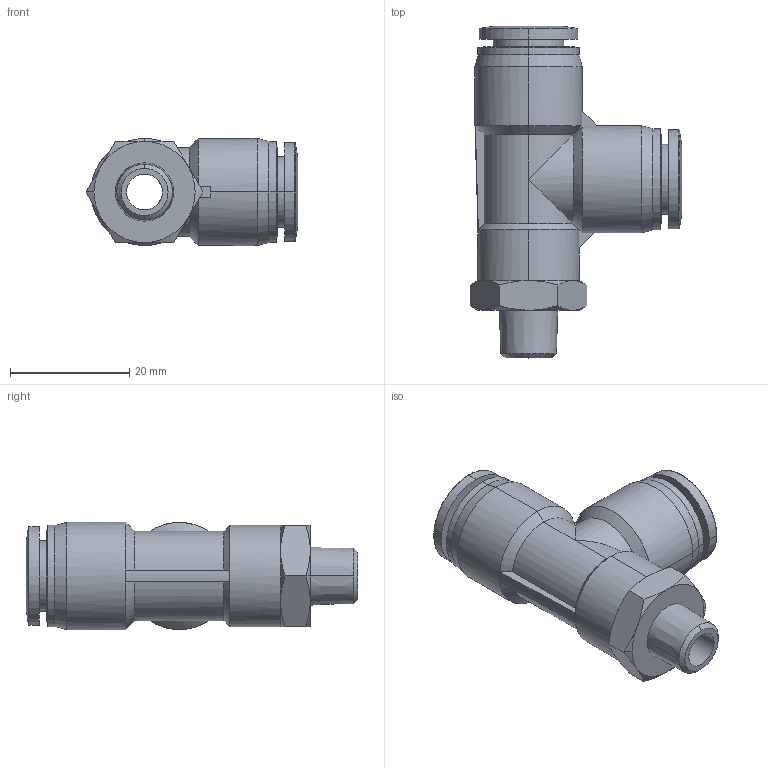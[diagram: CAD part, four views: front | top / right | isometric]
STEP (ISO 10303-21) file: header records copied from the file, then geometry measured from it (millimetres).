
FILE_DESCRIPTION (( 'STEP AP214' ), '1' );
FILE_NAME ('MRT10M-18R.step', '2016-02-24T20:43:27', ( '' ), ( '' ), 'SwSTEP 2.0', 'SolidWorks 2015', '' );
FILE_SCHEMA (( 'AUTOMOTIVE_DESIGN' ));
Length unit declared in the file: inch
Products named in the file (1): MRT10M-18R
Bounding box: 35.56 x 55.75 x 18 mm (x, y, z)
Volume: 10825.6 mm3; surface area: 6705.9 mm2
Topology: 1 solids, 1 shells, 103 faces, 242 edges, 147 vertices
Faces by surface type: cone 38, cylinder 32, plane 24, bspline 5, torus 4
Entity records: 4472 total; most frequent: CARTESIAN_POINT 772, DIRECTION 499, ORIENTED_EDGE 484, EDGE_CURVE 242, AXIS2_PLACEMENT_3D 210, VERTEX_POINT 147, EDGE_LOOP 113, CIRCLE 111
